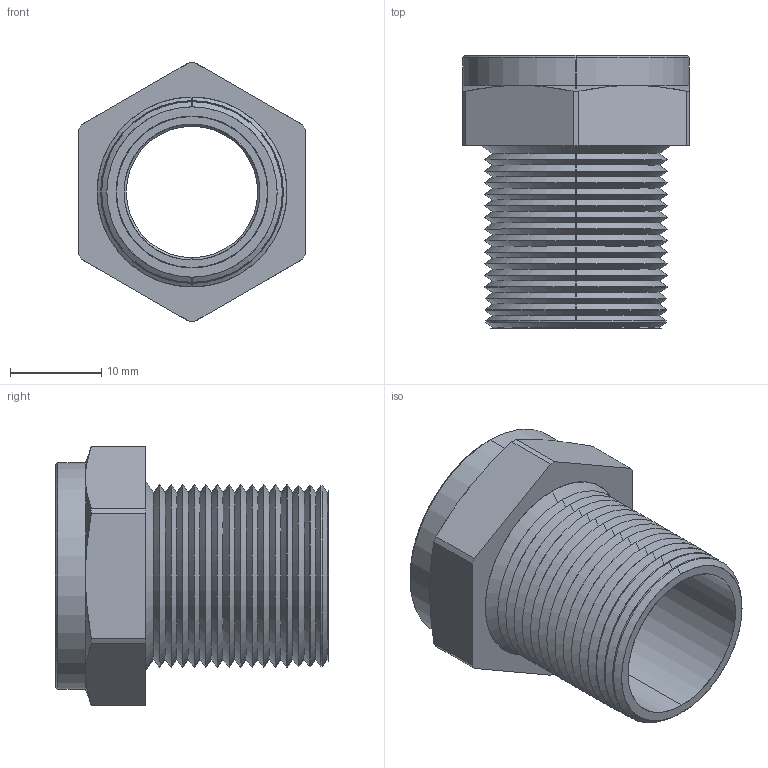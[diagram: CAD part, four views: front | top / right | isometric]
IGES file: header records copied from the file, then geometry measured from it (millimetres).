
Start section: SolidWorks IGES file using analytic representation for surfaces
Global section: file name: AT-1216-BR.IGS; native system: SolidWorks 2008; preprocessor: SolidWorks 2008; author: BSI-001; date: 060315.124818; units: inch
Bounding box: 24.89 x 29.97 x 28.38 mm (x, y, z)
Surface area: 5238.8 mm2 (no closed solid volume)
Topology: 0 solids, 0 shells, 131 faces, 880 edges, 880 vertices
Faces by surface type: revolution 120, bspline 11
